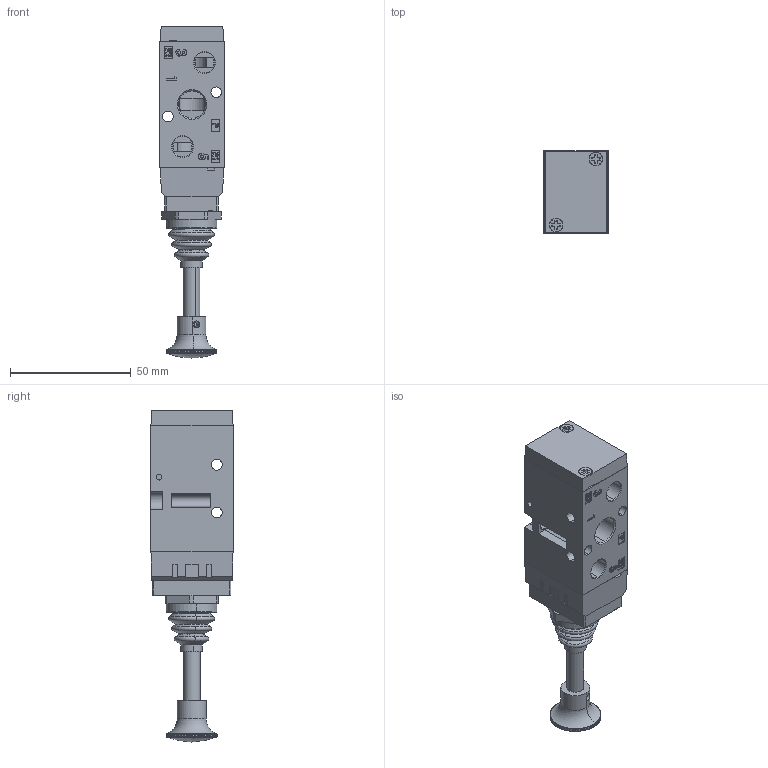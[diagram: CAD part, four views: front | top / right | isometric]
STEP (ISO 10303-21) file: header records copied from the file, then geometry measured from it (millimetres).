
FILE_DESCRIPTION (( 'STEP AP203' ), '1' );
FILE_NAME ('KMV410-S.STEP', '2013-01-31T01:26:52', ( '' ), ( '' ), 'SwSTEP 2.0', 'SolidWorks 2008', '' );
FILE_SCHEMA (( 'CONFIG_CONTROL_DESIGN' ));
Length unit declared in the file: millimetre
Products named in the file (12): KMV410-S; Body_ル遽; BodyCover_ル遽; BodyCoverBolt(M3xL12)_ル遽; KMV-SWITCH_晦獄 撲薑; LEVER GUIDE_晦獄 撲薑; SHAFT_晦獄 撲薑; j-packing_ル遽; M24X3.5 NUT_晦獄 撲薑; BodyCoverBolt(M3xL10)_ル遽; HEAD_晦獄 撲薑; SemiPilot_ル遽
Assembly tree (13 placements, depth 3):
  KMV410-S
    BodyCover_ル遽
    BodyCoverBolt(M3xL12)_ル遽  x2
    KMV-SWITCH_晦獄 撲薑
      BodyCoverBolt(M3xL10)_ル遽  x2
      M24X3.5 NUT_晦獄 撲薑
      j-packing_ル遽
      HEAD_晦獄 撲薑
      SHAFT_晦獄 撲薑
      LEVER GUIDE_晦獄 撲薑
    Body_ル遽
    SemiPilot_ル遽
Bounding box: 26.7 x 34.2 x 137.5 mm (x, y, z)
Volume: 51691.4 mm3; surface area: 36143.5 mm2
Topology: 12 solids, 12 shells, 1692 faces, 4466 edges, 2864 vertices
Faces by surface type: plane 689, cylinder 410, cone 287, torus 246, bspline 58, sphere 2
Entity records: 58310 total; most frequent: CARTESIAN_POINT 18689, ORIENTED_EDGE 8304, DIRECTION 7788, EDGE_CURVE 4152, AXIS2_PLACEMENT_3D 2979, VERTEX_POINT 2690, LINE 1830, VECTOR 1830
